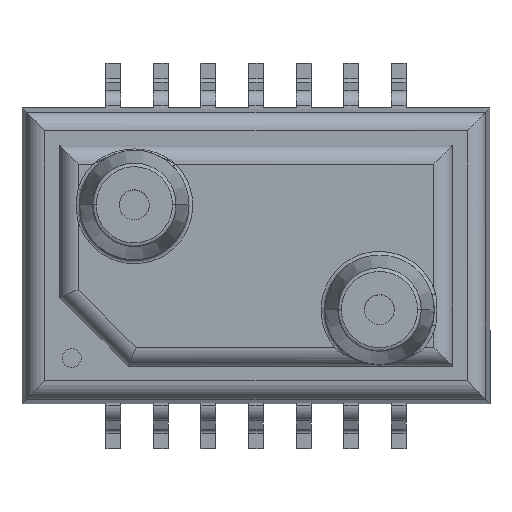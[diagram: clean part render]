
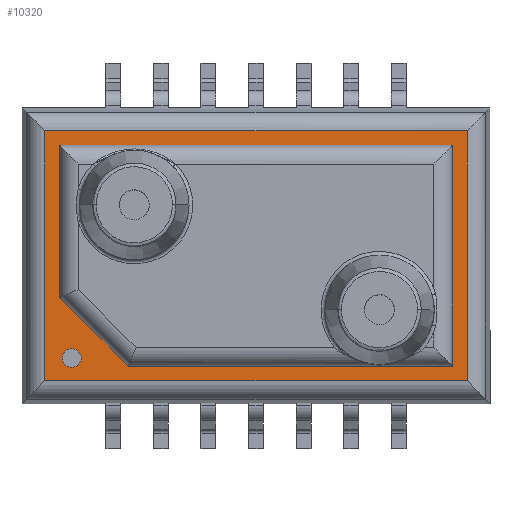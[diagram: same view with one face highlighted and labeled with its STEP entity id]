
A CAD part, top view. The second image highlights one B-rep face of the part: STEP entity #10320.
In plain terms, the highlighted planar face has unit normal (0, 0, 1).
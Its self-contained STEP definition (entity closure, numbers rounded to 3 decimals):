
#178 = LINE ( 'NONE', #13441, #2907 ) ;
#182 = CARTESIAN_POINT ( 'NONE',  ( 0., 4., 1.1 ) ) ;
#221 = CARTESIAN_POINT ( 'NONE',  ( 1.886, 4.386, 1.1 ) ) ;
#234 = ORIENTED_EDGE ( 'NONE', *, *, #12591, .T. ) ;
#381 = CARTESIAN_POINT ( 'NONE',  ( -7.16, -1.9, 1.1 ) ) ;
#524 = ORIENTED_EDGE ( 'NONE', *, *, #7598, .T. ) ;
#610 = VERTEX_POINT ( 'NONE', #1493 ) ;
#640 = EDGE_CURVE ( 'NONE', #10012, #15400, #4486, .T. ) ;
#674 = DIRECTION ( 'NONE',  ( -1., 0., 0. ) ) ;
#1192 = DIRECTION ( 'NONE',  ( 0., 1., 0. ) ) ;
#1270 = FACE_OUTER_BOUND ( 'NONE', #5969, .T. ) ;
#1493 = CARTESIAN_POINT ( 'NONE',  ( -9.386, 4.386, 1.1 ) ) ;
#1529 = CARTESIAN_POINT ( 'NONE',  ( -1.875, -2.286, 1.1 ) ) ;
#1646 = LINE ( 'NONE', #3049, #15278 ) ;
#1975 = EDGE_CURVE ( 'NONE', #14971, #14572, #9953, .T. ) ;
#2015 = AXIS2_PLACEMENT_3D ( 'NONE', #3054, #12292, #13957 ) ;
#2049 = DIRECTION ( 'NONE',  ( -1., 0., 0. ) ) ;
#2077 = CARTESIAN_POINT ( 'NONE',  ( -9.386, -2.286, 1.1 ) ) ;
#2105 = VECTOR ( 'NONE', #8627, 1000. ) ;
#2438 = EDGE_CURVE ( 'NONE', #610, #14486, #13903, .T. ) ;
#2439 = VERTEX_POINT ( 'NONE', #381 ) ;
#2508 = FACE_BOUND ( 'NONE', #8060, .T. ) ;
#2597 = DIRECTION ( 'NONE',  ( 0., 0., 1. ) ) ;
#2850 = VECTOR ( 'NONE', #1192, 1000. ) ;
#2907 = VECTOR ( 'NONE', #6754, 1000. ) ;
#3049 = CARTESIAN_POINT ( 'NONE',  ( -9.386, 0.525, 1.1 ) ) ;
#3054 = CARTESIAN_POINT ( 'NONE',  ( -8.67, -1.68, 1.1 ) ) ;
#3224 = CARTESIAN_POINT ( 'NONE',  ( 0., -1.9, 1.1 ) ) ;
#3450 = CARTESIAN_POINT ( 'NONE',  ( -8.67, -1.68, 1.1 ) ) ;
#3732 = VERTEX_POINT ( 'NONE', #12949 ) ;
#3741 = CARTESIAN_POINT ( 'NONE',  ( 0., 0., 1.1 ) ) ;
#3958 = LINE ( 'NONE', #4385, #9111 ) ;
#4005 = DIRECTION ( 'NONE',  ( -1., 0., 0. ) ) ;
#4186 = ORIENTED_EDGE ( 'NONE', *, *, #2438, .F. ) ;
#4384 = DIRECTION ( 'NONE',  ( 0., 1., 0. ) ) ;
#4385 = CARTESIAN_POINT ( 'NONE',  ( 1.5, 0., 1.1 ) ) ;
#4486 = LINE ( 'NONE', #182, #16879 ) ;
#4906 = LINE ( 'NONE', #13231, #2850 ) ;
#4943 = DIRECTION ( 'NONE',  ( 0., 0., -1. ) ) ;
#5054 = FACE_BOUND ( 'NONE', #10716, .T. ) ;
#5280 = CARTESIAN_POINT ( 'NONE',  ( -9., -0.06, 1.1 ) ) ;
#5504 = VERTEX_POINT ( 'NONE', #5280 ) ;
#5969 = EDGE_LOOP ( 'NONE', ( #6815, #16158, #8892, #4186 ) ) ;
#5973 = EDGE_CURVE ( 'NONE', #6942, #610, #1646, .T. ) ;
#6229 = VECTOR ( 'NONE', #4005, 1000. ) ;
#6754 = DIRECTION ( 'NONE',  ( 0., -1., 0. ) ) ;
#6815 = ORIENTED_EDGE ( 'NONE', *, *, #5973, .F. ) ;
#6942 = VERTEX_POINT ( 'NONE', #2077 ) ;
#7475 = EDGE_CURVE ( 'NONE', #14572, #14971, #15768, .T. ) ;
#7598 = EDGE_CURVE ( 'NONE', #2439, #5504, #11420, .T. ) ;
#7625 = VECTOR ( 'NONE', #12893, 1000. ) ;
#7705 = EDGE_CURVE ( 'NONE', #5504, #10012, #4906, .T. ) ;
#8060 = EDGE_LOOP ( 'NONE', ( #234, #11700, #524, #8164, #8498 ) ) ;
#8164 = ORIENTED_EDGE ( 'NONE', *, *, #7705, .T. ) ;
#8498 = ORIENTED_EDGE ( 'NONE', *, *, #640, .T. ) ;
#8550 = AXIS2_PLACEMENT_3D ( 'NONE', #3450, #4943, #2049 ) ;
#8627 = DIRECTION ( 'NONE',  ( 1., 0., 0. ) ) ;
#8803 = CARTESIAN_POINT ( 'NONE',  ( -1.875, 4.386, 1.1 ) ) ;
#8892 = ORIENTED_EDGE ( 'NONE', *, *, #17159, .F. ) ;
#8932 = CARTESIAN_POINT ( 'NONE',  ( -7.16, -1.9, 1.1 ) ) ;
#9111 = VECTOR ( 'NONE', #9736, 1000. ) ;
#9403 = ORIENTED_EDGE ( 'NONE', *, *, #7475, .T. ) ;
#9414 = CARTESIAN_POINT ( 'NONE',  ( 1.886, -2.286, 1.1 ) ) ;
#9529 = LINE ( 'NONE', #1529, #6229 ) ;
#9736 = DIRECTION ( 'NONE',  ( 0., -1., 0. ) ) ;
#9843 = DIRECTION ( 'NONE',  ( 1., 0., 0. ) ) ;
#9953 = CIRCLE ( 'NONE', #8550, 0.25 ) ;
#10012 = VERTEX_POINT ( 'NONE', #14632 ) ;
#10095 = CARTESIAN_POINT ( 'NONE',  ( 1.5, 4., 1.1 ) ) ;
#10320 = ADVANCED_FACE ( 'NONE', ( #2508, #5054, #1270 ), #16931, .T. ) ;
#10696 = VERTEX_POINT ( 'NONE', #9414 ) ;
#10716 = EDGE_LOOP ( 'NONE', ( #15197, #9403 ) ) ;
#10874 = AXIS2_PLACEMENT_3D ( 'NONE', #3741, #2597, #15695 ) ;
#11420 = LINE ( 'NONE', #8932, #7625 ) ;
#11700 = ORIENTED_EDGE ( 'NONE', *, *, #11917, .T. ) ;
#11917 = EDGE_CURVE ( 'NONE', #3732, #2439, #12472, .T. ) ;
#12259 = CARTESIAN_POINT ( 'NONE',  ( -8.42, -1.68, 1.1 ) ) ;
#12292 = DIRECTION ( 'NONE',  ( 0., 0., -1. ) ) ;
#12472 = LINE ( 'NONE', #3224, #13569 ) ;
#12591 = EDGE_CURVE ( 'NONE', #15400, #3732, #3958, .T. ) ;
#12893 = DIRECTION ( 'NONE',  ( -0.707, 0.707, 0. ) ) ;
#12949 = CARTESIAN_POINT ( 'NONE',  ( 1.5, -1.9, 1.1 ) ) ;
#13231 = CARTESIAN_POINT ( 'NONE',  ( -9., 0., 1.1 ) ) ;
#13441 = CARTESIAN_POINT ( 'NONE',  ( 1.886, 0.525, 1.1 ) ) ;
#13569 = VECTOR ( 'NONE', #674, 1000. ) ;
#13903 = LINE ( 'NONE', #8803, #2105 ) ;
#13957 = DIRECTION ( 'NONE',  ( -1., 0., 0. ) ) ;
#14464 = EDGE_CURVE ( 'NONE', #10696, #6942, #9529, .T. ) ;
#14486 = VERTEX_POINT ( 'NONE', #221 ) ;
#14572 = VERTEX_POINT ( 'NONE', #12259 ) ;
#14632 = CARTESIAN_POINT ( 'NONE',  ( -9., 4., 1.1 ) ) ;
#14971 = VERTEX_POINT ( 'NONE', #16713 ) ;
#15197 = ORIENTED_EDGE ( 'NONE', *, *, #1975, .T. ) ;
#15278 = VECTOR ( 'NONE', #4384, 1000. ) ;
#15400 = VERTEX_POINT ( 'NONE', #10095 ) ;
#15695 = DIRECTION ( 'NONE',  ( 1., 0., 0. ) ) ;
#15768 = CIRCLE ( 'NONE', #2015, 0.25 ) ;
#16158 = ORIENTED_EDGE ( 'NONE', *, *, #14464, .F. ) ;
#16713 = CARTESIAN_POINT ( 'NONE',  ( -8.92, -1.68, 1.1 ) ) ;
#16879 = VECTOR ( 'NONE', #9843, 1000. ) ;
#16931 = PLANE ( 'NONE',  #10874 ) ;
#17159 = EDGE_CURVE ( 'NONE', #14486, #10696, #178, .T. ) ;
